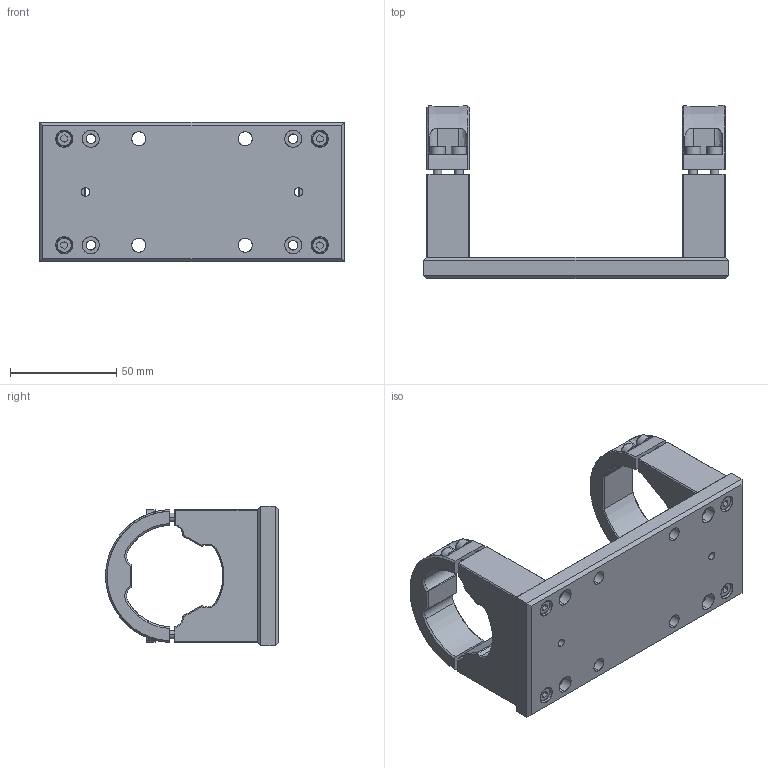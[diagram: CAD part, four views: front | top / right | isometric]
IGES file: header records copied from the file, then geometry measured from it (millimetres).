
Start section: SolidWorks IGES file using analytic representation for surfaces
Global section: file name: DP20101-C_CMHOTC16M012.igs; native system: SolidWorks 2021; preprocessor: SolidWorks 2021; author: lrizzotto; date: 211115.144858; units: millimetre
Bounding box: 143 x 81.26 x 65.54 mm (x, y, z)
Surface area: 50735.8 mm2 (no closed solid volume)
Topology: 0 solids, 0 shells, 356 faces, 5026 edges, 5026 vertices
Faces by surface type: bspline 205, revolution 151
